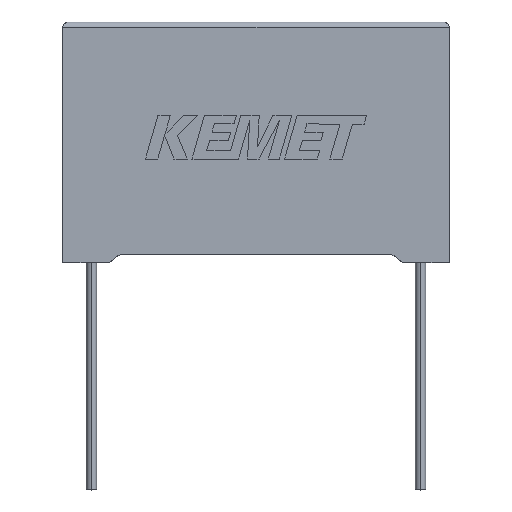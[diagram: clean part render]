
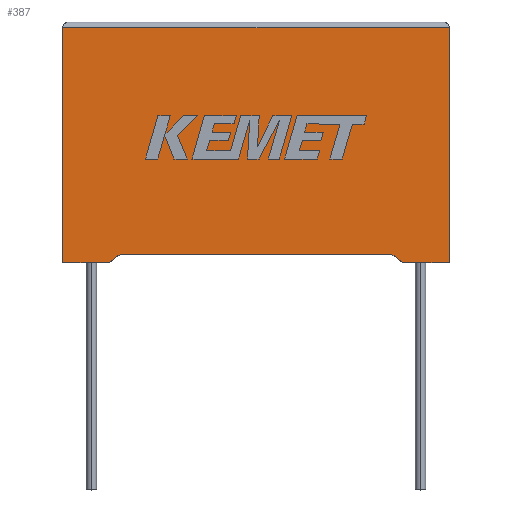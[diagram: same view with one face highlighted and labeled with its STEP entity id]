
A CAD part, top view. The second image highlights one B-rep face of the part: STEP entity #387.
In plain terms, the highlighted planar face has unit normal (0, 0, 1).
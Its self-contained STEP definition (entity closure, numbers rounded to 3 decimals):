
#17 = CARTESIAN_POINT ( 'NONE',  ( 32.3, 19.6, 11.2 ) ) ;
#21 = VERTEX_POINT ( 'NONE', #178 ) ;
#34 = LINE ( 'NONE', #519, #1591 ) ;
#72 = VECTOR ( 'NONE', #284, 1000. ) ;
#169 = ORIENTED_EDGE ( 'NONE', *, *, #2398, .T. ) ;
#178 = CARTESIAN_POINT ( 'NONE',  ( 3.9, 0., 11.2 ) ) ;
#211 = DIRECTION ( 'NONE',  ( 0., -1., 0. ) ) ;
#228 = CARTESIAN_POINT ( 'NONE',  ( 0., 19.6, 11.2 ) ) ;
#255 = ORIENTED_EDGE ( 'NONE', *, *, #349, .T. ) ;
#284 = DIRECTION ( 'NONE',  ( 1., 0., 0. ) ) ;
#349 = EDGE_CURVE ( 'NONE', #747, #1901, #2307, .T. ) ;
#381 = CARTESIAN_POINT ( 'NONE',  ( 16.15, 0.693, 11.2 ) ) ;
#387 = ADVANCED_FACE ( 'NONE', ( #2275 ), #1844, .F. ) ;
#412 = CARTESIAN_POINT ( 'NONE',  ( 0., 0., 11.2 ) ) ;
#432 = EDGE_LOOP ( 'NONE', ( #169, #3017, #255, #726, #2030, #1058, #1187, #1963 ) ) ;
#448 = DIRECTION ( 'NONE',  ( -1., 0., 0. ) ) ;
#501 = VERTEX_POINT ( 'NONE', #1971 ) ;
#519 = CARTESIAN_POINT ( 'NONE',  ( 32.3, 0., 11.2 ) ) ;
#557 = VECTOR ( 'NONE', #595, 1000. ) ;
#595 = DIRECTION ( 'NONE',  ( -1., 0., 0. ) ) ;
#726 = ORIENTED_EDGE ( 'NONE', *, *, #2547, .T. ) ;
#747 = VERTEX_POINT ( 'NONE', #1455 ) ;
#814 = VECTOR ( 'NONE', #448, 1000. ) ;
#877 = CARTESIAN_POINT ( 'NONE',  ( 3.9, 0., 11.2 ) ) ;
#893 = VECTOR ( 'NONE', #2721, 1000. ) ;
#941 = LINE ( 'NONE', #1874, #72 ) ;
#950 = VERTEX_POINT ( 'NONE', #2196 ) ;
#986 = EDGE_CURVE ( 'NONE', #950, #1774, #2454, .T. ) ;
#1058 = ORIENTED_EDGE ( 'NONE', *, *, #2107, .F. ) ;
#1094 = DIRECTION ( 'NONE',  ( 1., 0., 0. ) ) ;
#1187 = ORIENTED_EDGE ( 'NONE', *, *, #986, .T. ) ;
#1202 = VECTOR ( 'NONE', #1094, 1000. ) ;
#1218 = VECTOR ( 'NONE', #211, 1000. ) ;
#1252 = VERTEX_POINT ( 'NONE', #17 ) ;
#1276 = CARTESIAN_POINT ( 'NONE',  ( 28.4, 0., 11.2 ) ) ;
#1448 = DIRECTION ( 'NONE',  ( 0., 1., 0. ) ) ;
#1455 = CARTESIAN_POINT ( 'NONE',  ( 0., 19.6, 11.2 ) ) ;
#1473 = VERTEX_POINT ( 'NONE', #2480 ) ;
#1547 = CARTESIAN_POINT ( 'NONE',  ( 28.4, 0., 11.2 ) ) ;
#1576 = DIRECTION ( 'NONE',  ( 0., 0., -1. ) ) ;
#1591 = VECTOR ( 'NONE', #1448, 1000. ) ;
#1673 = LINE ( 'NONE', #228, #814 ) ;
#1774 = VERTEX_POINT ( 'NONE', #1547 ) ;
#1810 = DIRECTION ( 'NONE',  ( -0.791, -0.611, 0. ) ) ;
#1844 = PLANE ( 'NONE',  #2403 ) ;
#1874 = CARTESIAN_POINT ( 'NONE',  ( 0., 0., 11.2 ) ) ;
#1886 = EDGE_CURVE ( 'NONE', #501, #21, #2993, .T. ) ;
#1901 = VERTEX_POINT ( 'NONE', #412 ) ;
#1963 = ORIENTED_EDGE ( 'NONE', *, *, #2634, .T. ) ;
#1971 = CARTESIAN_POINT ( 'NONE',  ( 4.797, 0.693, 11.2 ) ) ;
#2030 = ORIENTED_EDGE ( 'NONE', *, *, #1886, .F. ) ;
#2107 = EDGE_CURVE ( 'NONE', #950, #501, #2222, .T. ) ;
#2196 = CARTESIAN_POINT ( 'NONE',  ( 27.503, 0.693, 11.2 ) ) ;
#2222 = LINE ( 'NONE', #381, #557 ) ;
#2275 = FACE_OUTER_BOUND ( 'NONE', #432, .T. ) ;
#2307 = LINE ( 'NONE', #2555, #1218 ) ;
#2398 = EDGE_CURVE ( 'NONE', #1473, #1252, #34, .T. ) ;
#2403 = AXIS2_PLACEMENT_3D ( 'NONE', #3026, #1576, #2517 ) ;
#2454 = LINE ( 'NONE', #1276, #893 ) ;
#2480 = CARTESIAN_POINT ( 'NONE',  ( 32.3, 0., 11.2 ) ) ;
#2517 = DIRECTION ( 'NONE',  ( -1., 0., 0. ) ) ;
#2528 = LINE ( 'NONE', #2737, #1202 ) ;
#2547 = EDGE_CURVE ( 'NONE', #1901, #21, #2528, .T. ) ;
#2555 = CARTESIAN_POINT ( 'NONE',  ( 0., 0., 11.2 ) ) ;
#2634 = EDGE_CURVE ( 'NONE', #1774, #1473, #941, .T. ) ;
#2721 = DIRECTION ( 'NONE',  ( 0.791, -0.611, 0. ) ) ;
#2737 = CARTESIAN_POINT ( 'NONE',  ( 0., 0., 11.2 ) ) ;
#2769 = VECTOR ( 'NONE', #1810, 1000. ) ;
#2993 = LINE ( 'NONE', #877, #2769 ) ;
#3017 = ORIENTED_EDGE ( 'NONE', *, *, #3040, .T. ) ;
#3026 = CARTESIAN_POINT ( 'NONE',  ( 0., 0., 11.2 ) ) ;
#3040 = EDGE_CURVE ( 'NONE', #1252, #747, #1673, .T. ) ;
